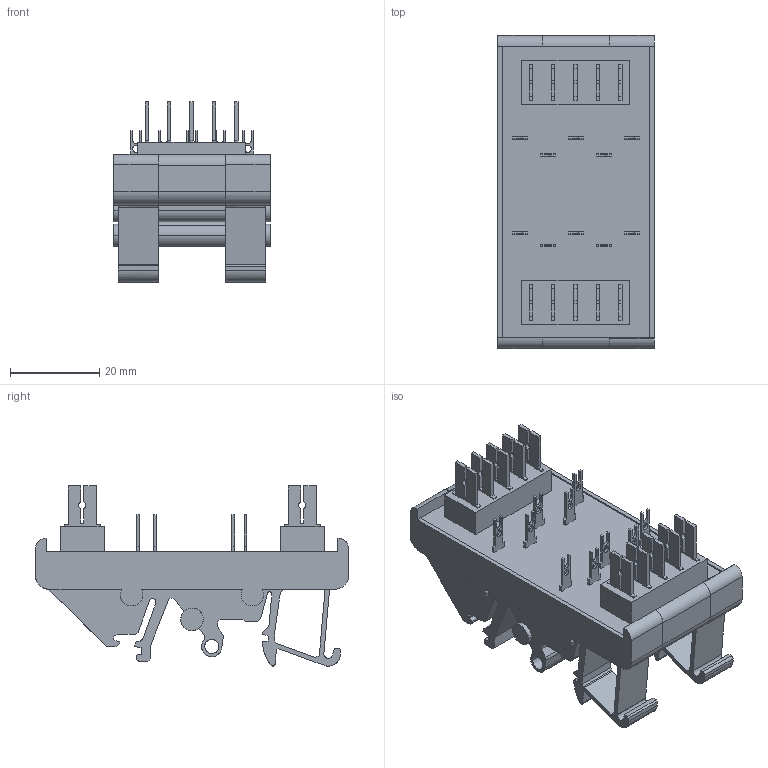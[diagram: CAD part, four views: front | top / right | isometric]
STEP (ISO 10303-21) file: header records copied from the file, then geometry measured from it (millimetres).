
FILE_DESCRIPTION(('CATIA V5R22 STEP214','CAx-IF Rec.Pracs.--- Model Styling and Organization---1.4--- 2014-01-23'),'2;1');
FILE_NAME ('001796-1_0_0329860000_0329860000_RSX LOETST. GSF 5_5.stp','2021-03-25T15:40:58+00:00',('none'),('Weidmueller'),'CATIA Version 5-6 Release 2016 SP3 HF44','CATIA V5 STEP AP214','none');
FILE_SCHEMA(('AUTOMOTIVE_DESIGN { 1 0 10303 214 1 1 1 1 }'));
Length unit declared in the file: millimetre
Products named in the file (1): 0329860000_RSX LOETST. GSF 5_5
Bounding box: 35 x 70 x 40.3 mm (x, y, z)
Volume: 22366.8 mm3; surface area: 24766.7 mm2
Topology: 26 solids, 26 shells, 1033 faces, 3295 edges, 2313 vertices
Faces by surface type: plane 882, cylinder 121, bspline 30
Entity records: 39382 total; most frequent: CARTESIAN_POINT 9381, ORIENTED_EDGE 6590, DIRECTION 5044, EDGE_CURVE 3295, VECTOR 2852, LINE 2852, VERTEX_POINT 2313, AXIS2_PLACEMENT_3D 1190
